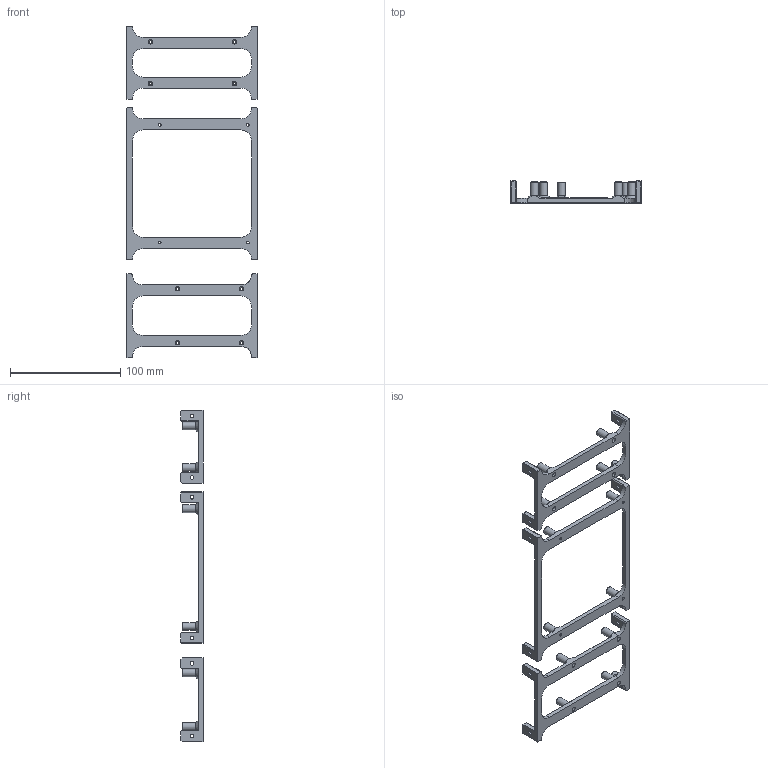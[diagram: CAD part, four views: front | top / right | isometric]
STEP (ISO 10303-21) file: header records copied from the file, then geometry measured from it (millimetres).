
FILE_DESCRIPTION(/* description */ (''),/* implementation_level */ '2;1');
FILE_NAME(/* name */ 'B-BTT_EXP_MOT_Mount-F.stp',/* time_stamp */ '2020-10-13T21:12:19-07:00',/* author */ (''),/* organization */ (''),/* preprocessor_version */ 'ST-DEVELOPER v18.1',/* originating_system */ 'Autodesk Translation Framework v9.3.0.1241',/* authorisation */ '');
FILE_SCHEMA (('AUTOMOTIVE_DESIGN { 1 0 10303 214 3 1 1 }'));
Length unit declared in the file: millimetre
Products named in the file (1): FusionComponent
Bounding box: 118.26 x 20 x 300.84 mm (x, y, z)
Volume: 54666.7 mm3; surface area: 40523.8 mm2
Topology: 3 solids, 3 shells, 977 faces, 2695 edges, 1746 vertices
Faces by surface type: bspline 417, plane 400, cylinder 108, cone 52
Full cylindrical faces by diameter (mm): 2.6 x12, 3.4 x12, 4 x8, 6.9 x12
Entity records: 34703 total; most frequent: CARTESIAN_POINT 12556, ORIENTED_EDGE 5342, DIRECTION 3200, EDGE_CURVE 2671, VERTEX_POINT 1746, LINE 1550, VECTOR 1550, EDGE_LOOP 1077
